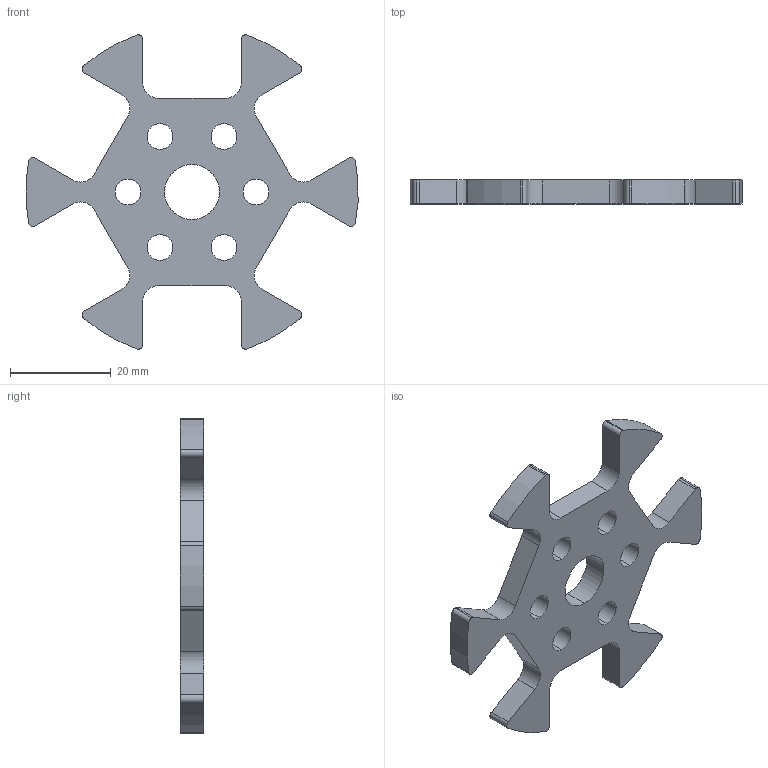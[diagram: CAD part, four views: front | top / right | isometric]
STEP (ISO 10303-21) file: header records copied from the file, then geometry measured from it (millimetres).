
FILE_DESCRIPTION (( 'STEP AP203' ), '1' );
FILE_NAME ('am-4967_outer 3IN Aluminum Omni Wheel Outer Plate.STEP', '2023-05-05T17:29:25', ( '' ), ( '' ), 'SwSTEP 2.0', 'SolidWorks 2022', '' );
FILE_SCHEMA (( 'CONFIG_CONTROL_DESIGN' ));
Length unit declared in the file: inch
Products named in the file (1): am-4967_outer 3IN Aluminum Omni Wheel Outer Plate
Bounding box: 65.91 x 4.76 x 62.39 mm (x, y, z)
Volume: 7585.4 mm3; surface area: 5405.2 mm2
Topology: 1 solids, 1 shells, 70 faces, 204 edges, 136 vertices
Faces by surface type: cylinder 50, plane 20
Entity records: 2475 total; most frequent: DIRECTION 446, CARTESIAN_POINT 411, ORIENTED_EDGE 408, EDGE_CURVE 204, AXIS2_PLACEMENT_3D 171, VERTEX_POINT 136, LINE 104, VECTOR 104
